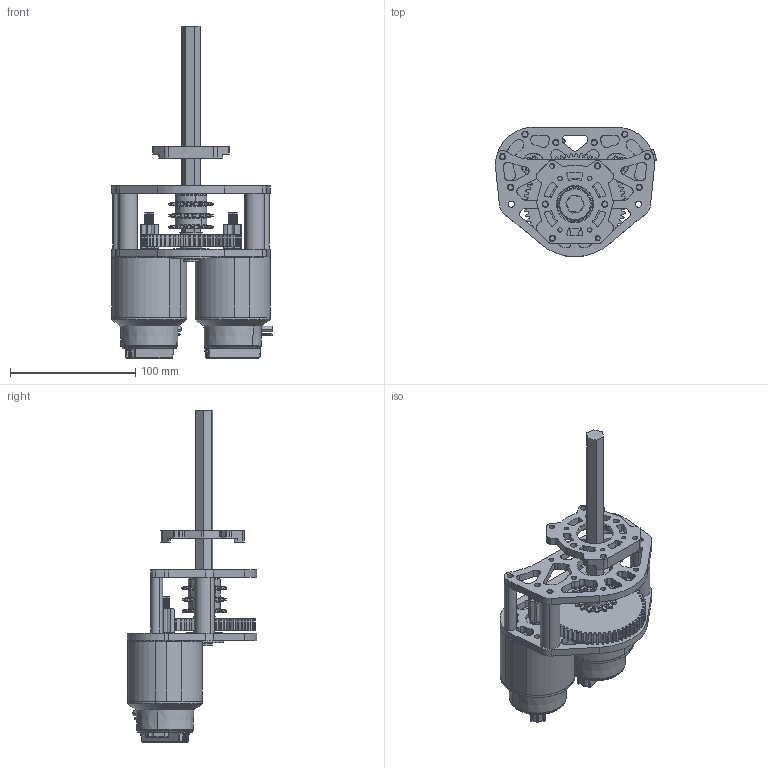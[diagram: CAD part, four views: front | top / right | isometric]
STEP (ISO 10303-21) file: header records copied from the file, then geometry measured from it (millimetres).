
FILE_DESCRIPTION (( 'STEP AP214' ), '1' );
FILE_NAME ('WCP-0234 Rev1 - WCP SS Gearbox (Single Speed, 1 Stage).STEP', '2019-12-21T02:46:59', ( '' ), ( '' ), 'SwSTEP 2.0', 'SolidWorks 2018', '' );
FILE_SCHEMA (( 'AUTOMOTIVE_DESIGN' ));
Length unit declared in the file: inch
Products named in the file (13): 16T_#25_500_hex_hubbed_sprocket_217-2642; WCP-0234-003 Rev1; Falcon_Motor_Spacer_1_16; WCP-0155-012 Rev1; WCP-0234-001 Rev1; 217-6515_Falcon_500_Default<As Machined>; WCP-0206 Rev1; 500ID_1_125OD_flanged_217_2731; 62T_20dp_hex_0_500_217-5476; 8T_20dp_Falcon_Motor_217-6915; WCP-0234 Rev1 - WCP SS Gearbox (Single Speed, 1 Stage); WCP-0234-002 Rev1; 217-6111_VersaBlock_V2
Assembly tree (19 placements, depth 2):
  WCP-0234 Rev1 - WCP SS Gearbox (Single Speed, 1 Stage)
    WCP-0234-001 Rev1
    WCP-0234-002 Rev1
    500ID_1_125OD_flanged_217_2731
    8T_20dp_Falcon_Motor_217-6915  x2
    Falcon_Motor_Spacer_1_16  x2
    16T_#25_500_hex_hubbed_sprocket_217-2642  x3
    62T_20dp_hex_0_500_217-5476
    217-6111_VersaBlock_V2
    WCP-0206 Rev1  x2
    WCP-0234-003 Rev1  x2
    WCP-0155-012 Rev1
    217-6515_Falcon_500_Default<As Machined>  x2
Bounding box: 128.66 x 103.47 x 265.16 mm (x, y, z)
Volume: 555467.5 mm3; surface area: 160170.9 mm2
Topology: 31 solids, 31 shells, 2447 faces, 6385 edges, 3999 vertices
Faces by surface type: cylinder 1149, plane 432, bspline 398, cone 208, sphere 184, torus 76
Entity records: 77017 total; most frequent: CARTESIAN_POINT 39111, ORIENTED_EDGE 7870, DIRECTION 7480, EDGE_CURVE 3935, AXIS2_PLACEMENT_3D 3043, VERTEX_POINT 2506, CIRCLE 1756, EDGE_LOOP 1679
